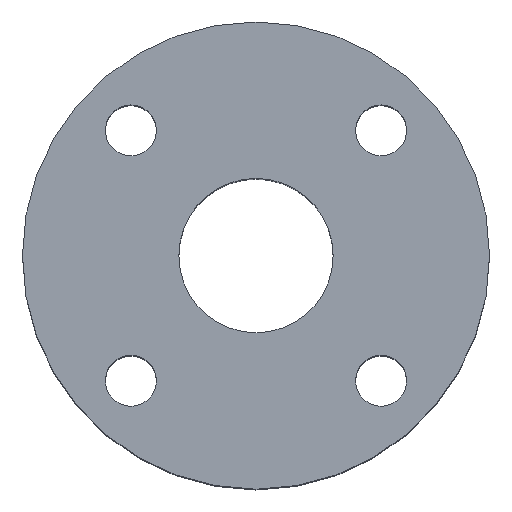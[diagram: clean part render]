
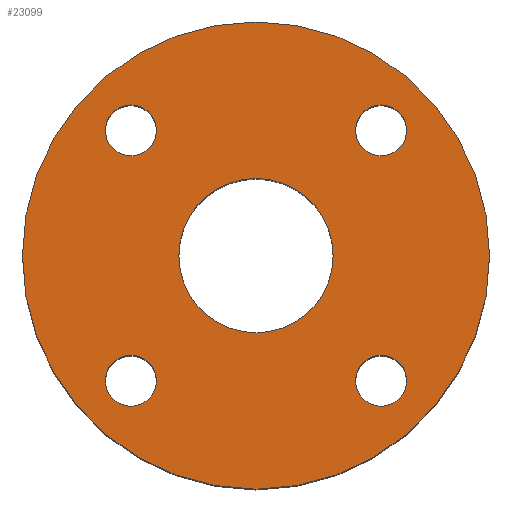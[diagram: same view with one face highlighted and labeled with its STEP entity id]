
A CAD part, top view. The second image highlights one B-rep face of the part: STEP entity #23099.
In plain terms, the highlighted planar face has unit normal (0, 0, 1).
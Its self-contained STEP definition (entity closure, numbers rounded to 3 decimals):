
#15 = DIRECTION ( 'NONE',  ( 1., 0., 0. ) ) ;
#36 = EDGE_LOOP ( 'NONE', ( #12838, #28016 ) ) ;
#218 = CIRCLE ( 'NONE', #10280, 27.25 ) ;
#361 = DIRECTION ( 'NONE',  ( 0., 1., 0. ) ) ;
#466 = ORIENTED_EDGE ( 'NONE', *, *, #6560, .F. ) ;
#747 = DIRECTION ( 'NONE',  ( 0., 0., -1. ) ) ;
#764 = CARTESIAN_POINT ( 'NONE',  ( -44.194, -44.194, 0. ) ) ;
#901 = FACE_OUTER_BOUND ( 'NONE', #14307, .T. ) ;
#1153 = DIRECTION ( 'NONE',  ( 1., 0., 0. ) ) ;
#1269 = CARTESIAN_POINT ( 'NONE',  ( 44.194, 44.194, 0. ) ) ;
#1313 = AXIS2_PLACEMENT_3D ( 'NONE', #5529, #14234, #18769 ) ;
#2953 = DIRECTION ( 'NONE',  ( 0., 0., 1. ) ) ;
#3081 = CIRCLE ( 'NONE', #19893, 9. ) ;
#3316 = FACE_BOUND ( 'NONE', #36, .T. ) ;
#3331 = DIRECTION ( 'NONE',  ( 0., 0., 1. ) ) ;
#3740 = CIRCLE ( 'NONE', #10921, 82.5 ) ;
#4347 = VERTEX_POINT ( 'NONE', #23064 ) ;
#4710 = CIRCLE ( 'NONE', #18643, 27.25 ) ;
#5461 = VERTEX_POINT ( 'NONE', #12695 ) ;
#5529 = CARTESIAN_POINT ( 'NONE',  ( 0., 0., 0. ) ) ;
#5648 = CIRCLE ( 'NONE', #1313, 82.5 ) ;
#5937 = DIRECTION ( 'NONE',  ( 0., 0., 1. ) ) ;
#6372 = VERTEX_POINT ( 'NONE', #25689 ) ;
#6378 = ORIENTED_EDGE ( 'NONE', *, *, #17071, .F. ) ;
#6560 = EDGE_CURVE ( 'NONE', #6372, #20290, #26960, .T. ) ;
#6564 = EDGE_LOOP ( 'NONE', ( #6378, #466 ) ) ;
#6961 = ORIENTED_EDGE ( 'NONE', *, *, #19208, .T. ) ;
#6967 = ORIENTED_EDGE ( 'NONE', *, *, #19954, .F. ) ;
#8480 = ORIENTED_EDGE ( 'NONE', *, *, #29485, .F. ) ;
#8929 = CARTESIAN_POINT ( 'NONE',  ( 44.194, -44.194, 0. ) ) ;
#9174 = EDGE_CURVE ( 'NONE', #10797, #15991, #26957, .T. ) ;
#9648 = EDGE_CURVE ( 'NONE', #25869, #4347, #5648, .T. ) ;
#9781 = ORIENTED_EDGE ( 'NONE', *, *, #29673, .F. ) ;
#9922 = PLANE ( 'NONE',  #25713 ) ;
#10030 = CARTESIAN_POINT ( 'NONE',  ( -53.194, -44.194, 0. ) ) ;
#10280 = AXIS2_PLACEMENT_3D ( 'NONE', #23995, #17202, #28215 ) ;
#10297 = DIRECTION ( 'NONE',  ( 0., 1., 0. ) ) ;
#10340 = AXIS2_PLACEMENT_3D ( 'NONE', #15222, #24426, #10705 ) ;
#10705 = DIRECTION ( 'NONE',  ( 1., 0., 0. ) ) ;
#10797 = VERTEX_POINT ( 'NONE', #10030 ) ;
#10921 = AXIS2_PLACEMENT_3D ( 'NONE', #23350, #20485, #15 ) ;
#11140 = CARTESIAN_POINT ( 'NONE',  ( -27.25, 0., 0. ) ) ;
#11166 = ORIENTED_EDGE ( 'NONE', *, *, #25833, .F. ) ;
#11403 = CARTESIAN_POINT ( 'NONE',  ( 0., 0., 0. ) ) ;
#11806 = DIRECTION ( 'NONE',  ( 0., -1., 0. ) ) ;
#12325 = FACE_BOUND ( 'NONE', #18901, .T. ) ;
#12695 = CARTESIAN_POINT ( 'NONE',  ( 35.194, 44.194, 0. ) ) ;
#12838 = ORIENTED_EDGE ( 'NONE', *, *, #25686, .F. ) ;
#12889 = CIRCLE ( 'NONE', #20585, 9. ) ;
#14234 = DIRECTION ( 'NONE',  ( 0., 0., 1. ) ) ;
#14295 = EDGE_LOOP ( 'NONE', ( #11166, #29499 ) ) ;
#14307 = EDGE_LOOP ( 'NONE', ( #6961, #29790 ) ) ;
#15025 = FACE_BOUND ( 'NONE', #22804, .T. ) ;
#15078 = CARTESIAN_POINT ( 'NONE',  ( 53.194, -44.194, 0. ) ) ;
#15222 = CARTESIAN_POINT ( 'NONE',  ( 44.194, 44.194, 0. ) ) ;
#15264 = AXIS2_PLACEMENT_3D ( 'NONE', #25831, #2953, #10297 ) ;
#15630 = AXIS2_PLACEMENT_3D ( 'NONE', #18565, #27463, #361 ) ;
#15735 = CIRCLE ( 'NONE', #15264, 9. ) ;
#15991 = VERTEX_POINT ( 'NONE', #28158 ) ;
#16320 = EDGE_CURVE ( 'NONE', #18358, #23025, #4710, .T. ) ;
#16845 = VERTEX_POINT ( 'NONE', #23865 ) ;
#17071 = EDGE_CURVE ( 'NONE', #20290, #6372, #12889, .T. ) ;
#17202 = DIRECTION ( 'NONE',  ( 0., 0., 1. ) ) ;
#17286 = DIRECTION ( 'NONE',  ( -1., 0., 0. ) ) ;
#17521 = CIRCLE ( 'NONE', #19464, 9. ) ;
#17805 = AXIS2_PLACEMENT_3D ( 'NONE', #764, #3331, #28617 ) ;
#18117 = DIRECTION ( 'NONE',  ( 0., 0., 1. ) ) ;
#18358 = VERTEX_POINT ( 'NONE', #11140 ) ;
#18565 = CARTESIAN_POINT ( 'NONE',  ( -44.194, 44.194, 0. ) ) ;
#18643 = AXIS2_PLACEMENT_3D ( 'NONE', #11403, #22852, #1153 ) ;
#18663 = CARTESIAN_POINT ( 'NONE',  ( 27.25, 0., 0. ) ) ;
#18728 = DIRECTION ( 'NONE',  ( 0., 0., 1. ) ) ;
#18769 = DIRECTION ( 'NONE',  ( 1., 0., 0. ) ) ;
#18901 = EDGE_LOOP ( 'NONE', ( #20886, #9781 ) ) ;
#19208 = EDGE_CURVE ( 'NONE', #4347, #25869, #3740, .T. ) ;
#19464 = AXIS2_PLACEMENT_3D ( 'NONE', #1269, #5937, #19925 ) ;
#19696 = CARTESIAN_POINT ( 'NONE',  ( 0., 27.25, 0. ) ) ;
#19893 = AXIS2_PLACEMENT_3D ( 'NONE', #27924, #18728, #23102 ) ;
#19925 = DIRECTION ( 'NONE',  ( 1., 0., 0. ) ) ;
#19954 = EDGE_CURVE ( 'NONE', #25848, #16845, #15735, .T. ) ;
#20290 = VERTEX_POINT ( 'NONE', #15078 ) ;
#20485 = DIRECTION ( 'NONE',  ( 0., 0., 1. ) ) ;
#20585 = AXIS2_PLACEMENT_3D ( 'NONE', #21008, #20700, #11806 ) ;
#20700 = DIRECTION ( 'NONE',  ( 0., 0., 1. ) ) ;
#20886 = ORIENTED_EDGE ( 'NONE', *, *, #28375, .F. ) ;
#21008 = CARTESIAN_POINT ( 'NONE',  ( 44.194, -44.194, 0. ) ) ;
#22382 = CIRCLE ( 'NONE', #15630, 9. ) ;
#22804 = EDGE_LOOP ( 'NONE', ( #8480, #6967 ) ) ;
#22852 = DIRECTION ( 'NONE',  ( 0., 0., 1. ) ) ;
#23025 = VERTEX_POINT ( 'NONE', #18663 ) ;
#23064 = CARTESIAN_POINT ( 'NONE',  ( 82.5, 0., 0. ) ) ;
#23099 = ADVANCED_FACE ( 'NONE', ( #28597, #3316, #15025, #12325, #24225, #901 ), #9922, .F. ) ;
#23102 = DIRECTION ( 'NONE',  ( -1., 0., 0. ) ) ;
#23205 = VERTEX_POINT ( 'NONE', #25420 ) ;
#23350 = CARTESIAN_POINT ( 'NONE',  ( 0., 0., 0. ) ) ;
#23700 = CARTESIAN_POINT ( 'NONE',  ( -53.194, 44.194, 0. ) ) ;
#23865 = CARTESIAN_POINT ( 'NONE',  ( -35.194, 44.194, 0. ) ) ;
#23995 = CARTESIAN_POINT ( 'NONE',  ( 0., 0., 0. ) ) ;
#24225 = FACE_BOUND ( 'NONE', #14295, .T. ) ;
#24426 = DIRECTION ( 'NONE',  ( 0., 0., 1. ) ) ;
#25057 = DIRECTION ( 'NONE',  ( 0., -1., 0. ) ) ;
#25420 = CARTESIAN_POINT ( 'NONE',  ( 53.194, 44.194, 0. ) ) ;
#25686 = EDGE_CURVE ( 'NONE', #15991, #10797, #3081, .T. ) ;
#25689 = CARTESIAN_POINT ( 'NONE',  ( 35.194, -44.194, 0. ) ) ;
#25713 = AXIS2_PLACEMENT_3D ( 'NONE', #19696, #747, #17286 ) ;
#25831 = CARTESIAN_POINT ( 'NONE',  ( -44.194, 44.194, 0. ) ) ;
#25833 = EDGE_CURVE ( 'NONE', #23025, #18358, #218, .T. ) ;
#25848 = VERTEX_POINT ( 'NONE', #23700 ) ;
#25869 = VERTEX_POINT ( 'NONE', #28365 ) ;
#26470 = AXIS2_PLACEMENT_3D ( 'NONE', #8929, #18117, #25057 ) ;
#26957 = CIRCLE ( 'NONE', #17805, 9. ) ;
#26960 = CIRCLE ( 'NONE', #26470, 9. ) ;
#27463 = DIRECTION ( 'NONE',  ( 0., 0., 1. ) ) ;
#27664 = CIRCLE ( 'NONE', #10340, 9. ) ;
#27924 = CARTESIAN_POINT ( 'NONE',  ( -44.194, -44.194, 0. ) ) ;
#28016 = ORIENTED_EDGE ( 'NONE', *, *, #9174, .F. ) ;
#28158 = CARTESIAN_POINT ( 'NONE',  ( -35.194, -44.194, 0. ) ) ;
#28215 = DIRECTION ( 'NONE',  ( 1., 0., 0. ) ) ;
#28365 = CARTESIAN_POINT ( 'NONE',  ( -82.5, 0., 0. ) ) ;
#28375 = EDGE_CURVE ( 'NONE', #23205, #5461, #17521, .T. ) ;
#28597 = FACE_BOUND ( 'NONE', #6564, .T. ) ;
#28617 = DIRECTION ( 'NONE',  ( -1., 0., 0. ) ) ;
#29485 = EDGE_CURVE ( 'NONE', #16845, #25848, #22382, .T. ) ;
#29499 = ORIENTED_EDGE ( 'NONE', *, *, #16320, .F. ) ;
#29673 = EDGE_CURVE ( 'NONE', #5461, #23205, #27664, .T. ) ;
#29790 = ORIENTED_EDGE ( 'NONE', *, *, #9648, .T. ) ;
